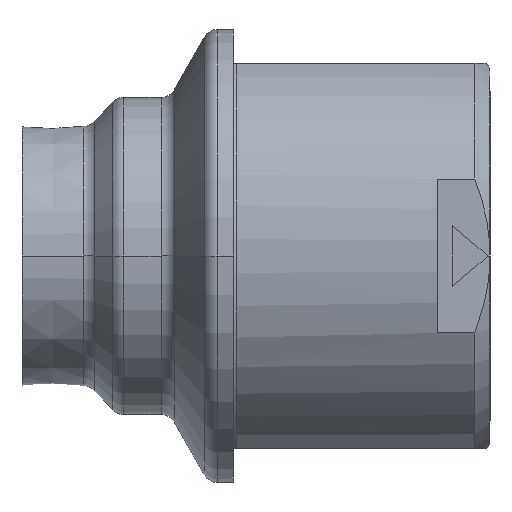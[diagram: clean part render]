
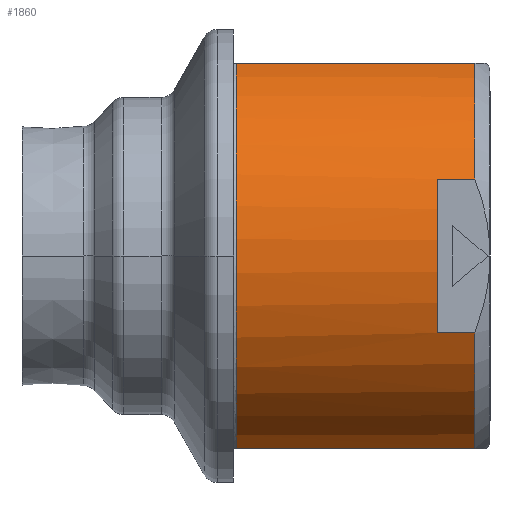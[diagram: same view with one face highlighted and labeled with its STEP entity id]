
A CAD part, front view. The second image highlights one B-rep face of the part: STEP entity #1860.
In plain terms, the highlighted cylindrical face has radius 13.5 mm (diameter 27 mm), a partial arc.
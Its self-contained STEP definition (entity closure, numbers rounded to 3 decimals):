
#338=CARTESIAN_POINT('',(14.2,-4.437,12.75));
#340=CARTESIAN_POINT('',(14.2,0.,0.));
#341=DIRECTION('',(1.,0.,0.));
#342=DIRECTION('',(0.,-0.329,0.944));
#343=AXIS2_PLACEMENT_3D('',#340,#341,#342);
#431=CARTESIAN_POINT('',(30.,-12.5,5.099));
#433=CARTESIAN_POINT('',(30.,-4.437,12.75));
#456=CARTESIAN_POINT('',(30.,-4.437,-12.75));
#458=CARTESIAN_POINT('',(30.,-12.5,-5.099));
#484=CARTESIAN_POINT('',(27.496,0.,0.));
#485=DIRECTION('',(1.,0.,0.));
#486=DIRECTION('',(0.,-0.926,0.378));
#487=AXIS2_PLACEMENT_3D('',#484,#485,#486);
#489=DIRECTION('',(-1.,0.,0.));
#490=VECTOR('',#489,2.504);
#491=CARTESIAN_POINT('',(30.,-12.5,-5.099));
#492=LINE('',#491,#490);
#493=CARTESIAN_POINT('',(30.,0.,0.));
#494=DIRECTION('',(-1.,0.,0.));
#495=DIRECTION('',(0.,-0.329,-0.944));
#496=AXIS2_PLACEMENT_3D('',#493,#494,#495);
#498=DIRECTION('',(1.,0.,0.));
#499=VECTOR('',#498,15.8);
#500=CARTESIAN_POINT('',(14.2,-4.437,-12.75));
#501=LINE('',#500,#499);
#502=DIRECTION('',(-1.,0.,0.));
#503=VECTOR('',#502,15.8);
#504=CARTESIAN_POINT('',(30.,-4.437,12.75));
#505=LINE('',#504,#503);
#506=CARTESIAN_POINT('',(30.,0.,0.));
#507=DIRECTION('',(-1.,0.,0.));
#508=DIRECTION('',(0.,-0.926,0.378));
#509=AXIS2_PLACEMENT_3D('',#506,#507,#508);
#511=DIRECTION('',(1.,0.,0.));
#512=VECTOR('',#511,2.504);
#513=CARTESIAN_POINT('',(27.496,-12.5,5.099));
#514=LINE('',#513,#512);
#1166=VERTEX_POINT('',#456);
#1167=VERTEX_POINT('',#433);
#1171=CARTESIAN_POINT('',(14.2,-4.437,
-12.75));
#1172=VERTEX_POINT('',#1171);
#1175=VERTEX_POINT('',#338);
#1190=CARTESIAN_POINT('',(27.496,-12.5,5.099));
#1191=CARTESIAN_POINT('',(27.496,-12.5,-5.099));
#1192=VERTEX_POINT('',#1190);
#1193=VERTEX_POINT('',#1191);
#1194=VERTEX_POINT('',#458);
#1195=VERTEX_POINT('',#431);
#1844=CARTESIAN_POINT('',(-1.55,0.,0.));
#1845=DIRECTION('',(1.,0.,0.));
#1846=DIRECTION('',(0.,-1.,0.));
#1847=AXIS2_PLACEMENT_3D('',#1844,#1845,#1846);
#1848=CYLINDRICAL_SURFACE('',#1847,13.5);
#1850=ORIENTED_EDGE('',*,*,#1849,.T.);
#1851=ORIENTED_EDGE('',*,*,#1824,.F.);
#1852=ORIENTED_EDGE('',*,*,#1781,.F.);
#1853=ORIENTED_EDGE('',*,*,#1745,.F.);
#1854=ORIENTED_EDGE('',*,*,#1696,.F.);
#1855=ORIENTED_EDGE('',*,*,#1715,.F.);
#1856=ORIENTED_EDGE('',*,*,#1776,.F.);
#1857=ORIENTED_EDGE('',*,*,#1828,.F.);
#1858=EDGE_LOOP('',(#1850,#1851,#1852,#1853,#1854,#1855,#1856,#1857));
#1859=FACE_OUTER_BOUND('',#1858,.F.);
#344=CIRCLE('',#343,13.5);
#488=CIRCLE('',#487,13.5);
#497=CIRCLE('',#496,13.5);
#510=CIRCLE('',#509,13.5);
#1696=EDGE_CURVE('',#1175,#1172,#344,.T.);
#1715=EDGE_CURVE('',#1167,#1175,#505,.T.);
#1745=EDGE_CURVE('',#1172,#1166,#501,.T.);
#1776=EDGE_CURVE('',#1195,#1167,#510,.T.);
#1781=EDGE_CURVE('',#1166,#1194,#497,.T.);
#1824=EDGE_CURVE('',#1194,#1193,#492,.T.);
#1828=EDGE_CURVE('',#1192,#1195,#514,.T.);
#1849=EDGE_CURVE('',#1192,#1193,#488,.T.);
#1860=ADVANCED_FACE('',(#1859),#1848,.T.);
